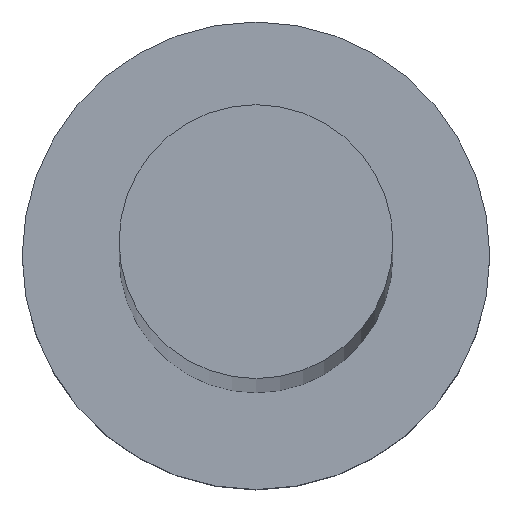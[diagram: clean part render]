
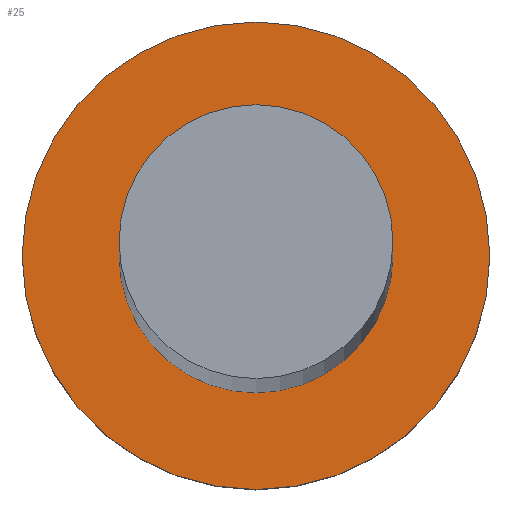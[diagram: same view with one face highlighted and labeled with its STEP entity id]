
A CAD part, top view. The second image highlights one B-rep face of the part: STEP entity #25.
In plain terms, the highlighted planar face has unit normal (0, 0, 1).
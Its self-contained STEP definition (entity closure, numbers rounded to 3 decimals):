
#4 = VERTEX_POINT ( 'NONE', #69 ) ;
#5 = VERTEX_POINT ( 'NONE', #145 ) ;
#7 = EDGE_CURVE ( 'NONE', #5, #182, #47, .T. ) ;
#14 = FACE_OUTER_BOUND ( 'NONE', #205, .T. ) ;
#17 = FACE_BOUND ( 'NONE', #126, .T. ) ;
#20 = DIRECTION ( 'NONE',  ( 0., 0., 1. ) ) ;
#25 = ADVANCED_FACE ( 'NONE', ( #17, #14 ), #36, .T. ) ;
#32 = DIRECTION ( 'NONE',  ( 1., 0., 0. ) ) ;
#35 = DIRECTION ( 'NONE',  ( 1., 0., 0. ) ) ;
#36 = PLANE ( 'NONE',  #49 ) ;
#47 = CIRCLE ( 'NONE', #148, 7. ) ;
#49 = AXIS2_PLACEMENT_3D ( 'NONE', #77, #244, #32 ) ;
#54 = DIRECTION ( 'NONE',  ( 1., 0., 0. ) ) ;
#56 = EDGE_CURVE ( 'NONE', #182, #5, #250, .T. ) ;
#61 = DIRECTION ( 'NONE',  ( 0., 0., 1. ) ) ;
#69 = CARTESIAN_POINT ( 'NONE',  ( -4.1, 0., 6.5 ) ) ;
#73 = CARTESIAN_POINT ( 'NONE',  ( 0., 0., 6.5 ) ) ;
#74 = DIRECTION ( 'NONE',  ( 0., 0., 1. ) ) ;
#77 = CARTESIAN_POINT ( 'NONE',  ( 0., 0., 6.5 ) ) ;
#86 = ORIENTED_EDGE ( 'NONE', *, *, #243, .F. ) ;
#100 = CIRCLE ( 'NONE', #154, 4.1 ) ;
#107 = CARTESIAN_POINT ( 'NONE',  ( 0., 0., 6.5 ) ) ;
#120 = CARTESIAN_POINT ( 'NONE',  ( 0., 0., 6.5 ) ) ;
#126 = EDGE_LOOP ( 'NONE', ( #86, #204 ) ) ;
#132 = CARTESIAN_POINT ( 'NONE',  ( -7., 0., 6.5 ) ) ;
#137 = CARTESIAN_POINT ( 'NONE',  ( 0., 0., 6.5 ) ) ;
#145 = CARTESIAN_POINT ( 'NONE',  ( 7., 0., 6.5 ) ) ;
#148 = AXIS2_PLACEMENT_3D ( 'NONE', #107, #183, #35 ) ;
#154 = AXIS2_PLACEMENT_3D ( 'NONE', #120, #20, #178 ) ;
#166 = CIRCLE ( 'NONE', #181, 4.1 ) ;
#178 = DIRECTION ( 'NONE',  ( 1., 0., 0. ) ) ;
#181 = AXIS2_PLACEMENT_3D ( 'NONE', #137, #61, #218 ) ;
#182 = VERTEX_POINT ( 'NONE', #132 ) ;
#183 = DIRECTION ( 'NONE',  ( 0., 0., 1. ) ) ;
#188 = VERTEX_POINT ( 'NONE', #253 ) ;
#204 = ORIENTED_EDGE ( 'NONE', *, *, #208, .F. ) ;
#205 = EDGE_LOOP ( 'NONE', ( #225, #227 ) ) ;
#208 = EDGE_CURVE ( 'NONE', #188, #4, #166, .T. ) ;
#218 = DIRECTION ( 'NONE',  ( 1., 0., 0. ) ) ;
#224 = AXIS2_PLACEMENT_3D ( 'NONE', #73, #74, #54 ) ;
#225 = ORIENTED_EDGE ( 'NONE', *, *, #56, .T. ) ;
#227 = ORIENTED_EDGE ( 'NONE', *, *, #7, .T. ) ;
#243 = EDGE_CURVE ( 'NONE', #4, #188, #100, .T. ) ;
#244 = DIRECTION ( 'NONE',  ( 0., 0., 1. ) ) ;
#250 = CIRCLE ( 'NONE', #224, 7. ) ;
#253 = CARTESIAN_POINT ( 'NONE',  ( 4.1, 0., 6.5 ) ) ;
